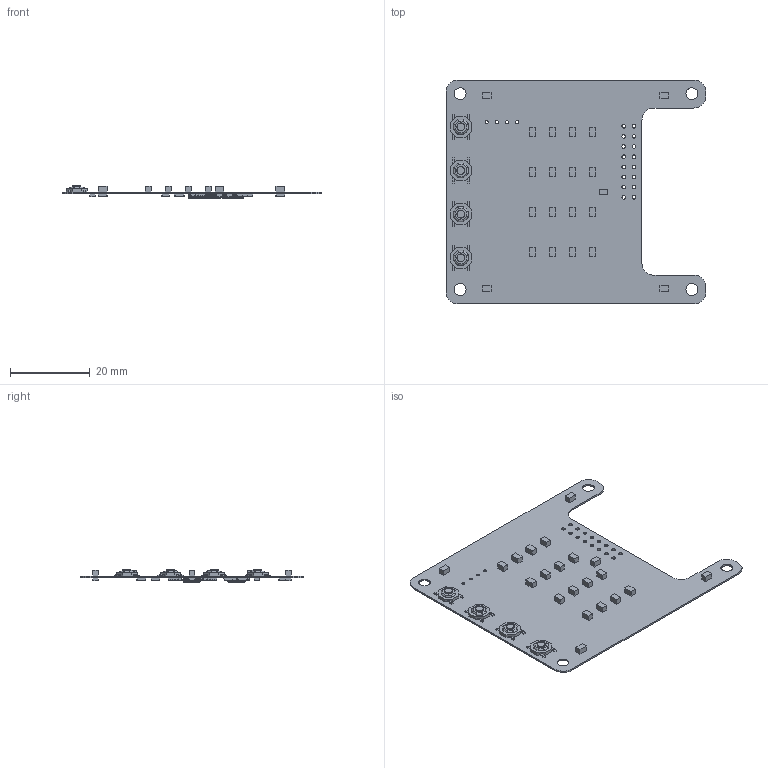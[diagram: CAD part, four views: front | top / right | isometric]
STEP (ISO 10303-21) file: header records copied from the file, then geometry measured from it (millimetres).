
FILE_DESCRIPTION(('Open CASCADE Model'),'2;1');
FILE_NAME('Open CASCADE Shape Model','2017-10-04T08:40:37',('Author'),( 'Open CASCADE'),'Open CASCADE STEP processor 6.8','Open CASCADE 6.8' ,'Unknown');
FILE_SCHEMA(('AUTOMOTIVE_DESIGN { 1 0 10303 214 1 1 1 1 }'));
Length unit declared in the file: millimetre
Products named in the file (110): PCB; Board; R21; 903095792; Mid_Body; Terminal; Open_CASCADE_STEP_translator_6.8_16.2.1; Mark; R20; R19; R18; R17; LED21; 807954144; Extruded; LED20; LED19; LED18; LED17; R5; 899353904; body; Open_CASCADE_STEP_translator_6.8_34.1.1; mark; End_Pin; Open_CASCADE_STEP_translator_6.8_34.3.1; Open_CASCADE_STEP_translator_6.8_34.5.1; Mid_Pin; Open_CASCADE_STEP_translator_6.8_34.7.1; LED3; 807954008; LED7; LED1; LED5; LED11; LED9; LED13; LED15; LED16; LED10 ...
Assembly tree (188 placements, depth 5):
  PCB
    Board
    R21
      903095792
        Mid_Body
        Terminal  x2
          Open_CASCADE_STEP_translator_6.8_16.2.1
        Mark
    R20
      903095792
        Mid_Body
        Terminal  x2
          Open_CASCADE_STEP_translator_6.8_16.2.1
        Mark
    R19
      903095792
        Mid_Body
        Terminal  x2
          Open_CASCADE_STEP_translator_6.8_16.2.1
        Mark
    R18
      903095792
        Mid_Body
        Terminal  x2
          Open_CASCADE_STEP_translator_6.8_16.2.1
        Mark
    R17
      903095792
        Mid_Body
        Terminal  x2
          Open_CASCADE_STEP_translator_6.8_16.2.1
        Mark
    LED21
      807954144
        Extruded
    LED20
      807954144
        Extruded
    LED19
      807954144
        Extruded
    LED18
      807954144
        Extruded
    LED17
      807954144
        Extruded
    R5
      899353904
        body
          Open_CASCADE_STEP_translator_6.8_34.1.1
        mark
        End_Pin  x2
          Open_CASCADE_STEP_translator_6.8_34.3.1
        End_Pin  x2
          Open_CASCADE_STEP_translator_6.8_34.5.1
        Mid_Pin  x4
          Open_CASCADE_STEP_translator_6.8_34.7.1
    LED3
      807954008
Bounding box: 65 x 56 x 3.05 mm (x, y, z)
Volume: 1516.4 mm3; surface area: 7367.3 mm2
Topology: 184 solids, 186 shells, 3134 faces, 6824 edges, 4066 vertices
Faces by surface type: plane 2674, cylinder 416, sphere 20, bspline 16, torus 8
Full cylindrical faces by diameter (mm): 0.562 x2, 0.762 x4, 0.9 x16, 3 x4
Entity records: 41727 total; most frequent: CARTESIAN_POINT 10089, DIRECTION 5627, LINE 3581, VECTOR 3581, ORIENTED_EDGE 2787, PCURVE 2787, DEFINITIONAL_REPRESENTATION 2787, EDGE_CURVE 1394
